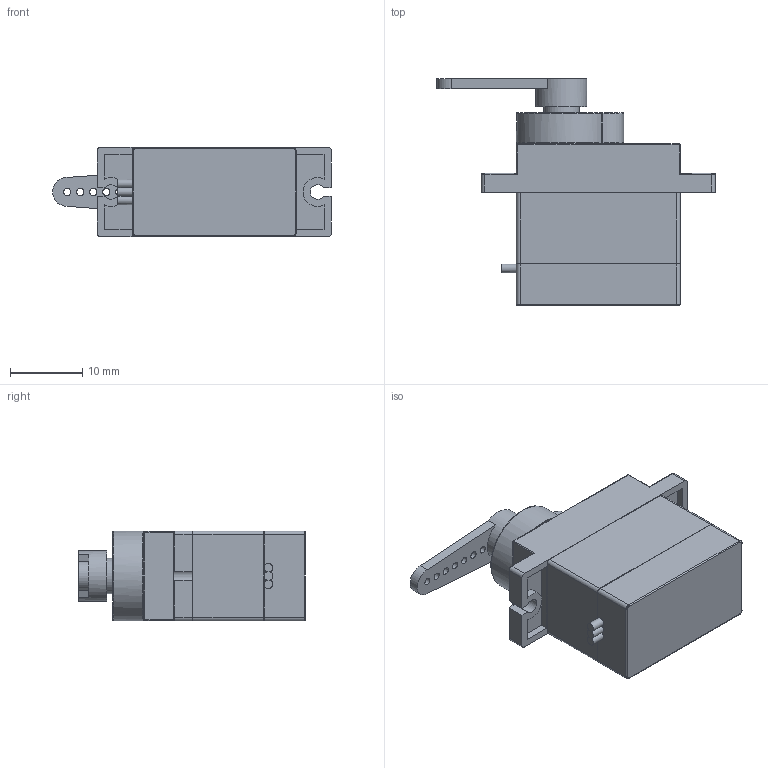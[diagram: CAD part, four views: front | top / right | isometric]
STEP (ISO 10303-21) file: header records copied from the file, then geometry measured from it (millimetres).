
FILE_DESCRIPTION(/* description */ ('STEP AP214'),/* implementation_level */ '2;1');
FILE_NAME(/* name */ 'microservoAssembly_A3.step',/* time_stamp */ '2024-08-14T19:20:37+02:00',/* author */ (''),/* organization */ (''),/* preprocessor_version */ 'ST-DEVELOPER v20',/* originating_system */ 'Autodesk Translation Framework v13.14.0.145',/* authorisation */ '');
FILE_SCHEMA (('AUTOMOTIVE_DESIGN { 1 0 10303 214 3 1 1 }'));
Length unit declared in the file: millimetre
Products named in the file (3): microservoAssembly; microservoSG90; microservoArm_A2
Assembly tree (2 placements, depth 2):
  microservoAssembly
    microservoSG90
    microservoArm_A2
Bounding box: 38.45 x 31.3 x 12.4 mm (x, y, z)
Volume: 7260.1 mm3; surface area: 3184.2 mm2
Topology: 2 solids, 2 shells, 182 faces, 447 edges, 276 vertices
Faces by surface type: cylinder 75, plane 70, bspline 18, torus 15, sphere 4
Full cylindrical faces by diameter (mm): 1 x7, 1.6 x1, 2.4 x1, 4.7 x1, 4.9 x2, 7 x1
Entity records: 6782 total; most frequent: CARTESIAN_POINT 2359, DIRECTION 900, ORIENTED_EDGE 886, EDGE_CURVE 443, AXIS2_PLACEMENT_3D 334, VERTEX_POINT 276, LINE 232, VECTOR 232
